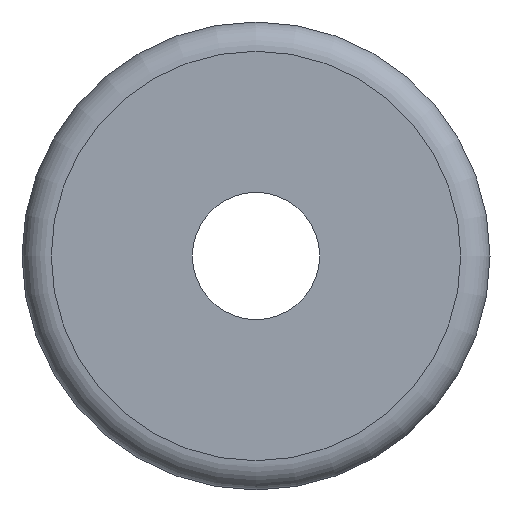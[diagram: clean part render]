
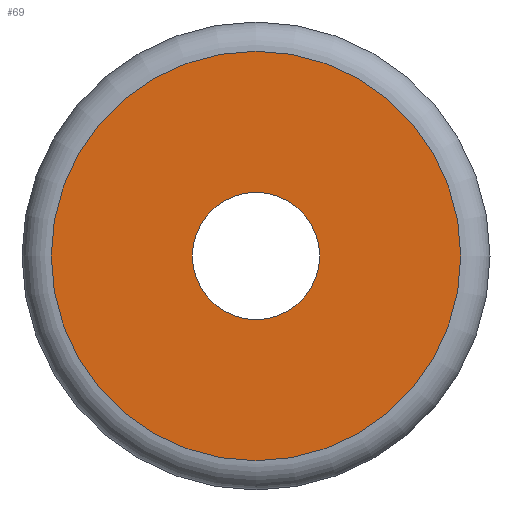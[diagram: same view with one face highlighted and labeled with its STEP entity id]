
A CAD part, front view. The second image highlights one B-rep face of the part: STEP entity #69.
In plain terms, the highlighted planar face has unit normal (0, -1, 0).
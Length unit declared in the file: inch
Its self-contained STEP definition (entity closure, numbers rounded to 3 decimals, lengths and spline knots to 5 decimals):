
#41=FACE_BOUND('',#115,.T.);
#42=FACE_BOUND('',#116,.T.);
#54=PLANE('',#374);
#69=ADVANCED_FACE('',(#41,#42),#54,.T.);
#115=EDGE_LOOP('',(#211));
#116=EDGE_LOOP('',(#212));
#211=ORIENTED_EDGE('',*,*,#318,.T.);
#212=ORIENTED_EDGE('',*,*,#319,.T.);
#283=VERTEX_POINT('',#561);
#284=VERTEX_POINT('',#563);
#318=EDGE_CURVE('',#283,#283,#345,.T.);
#319=EDGE_CURVE('',#284,#284,#346,.T.);
#345=CIRCLE('',#372,0.068);
#346=CIRCLE('',#373,0.21875);
#372=AXIS2_PLACEMENT_3D('',#560,#452,#453);
#373=AXIS2_PLACEMENT_3D('',#562,#454,#455);
#374=AXIS2_PLACEMENT_3D('',#564,#456,#457);
#452=DIRECTION('',(0.,1.,0.));
#453=DIRECTION('',(1.,0.,0.));
#454=DIRECTION('',(0.,-1.,0.));
#455=DIRECTION('',(0.,0.,-1.));
#456=DIRECTION('',(0.,-1.,0.));
#457=DIRECTION('',(0.,0.,-1.));
#560=CARTESIAN_POINT('',(0.,0.05,0.));
#561=CARTESIAN_POINT('',(0.068,0.05,0.));
#562=CARTESIAN_POINT('',(0.,0.05,0.));
#563=CARTESIAN_POINT('',(0.,0.05,-0.21875));
#564=CARTESIAN_POINT('',(0.,0.05,0.));
